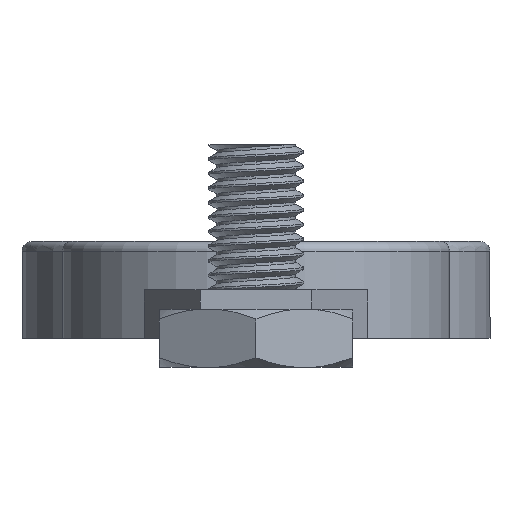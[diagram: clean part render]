
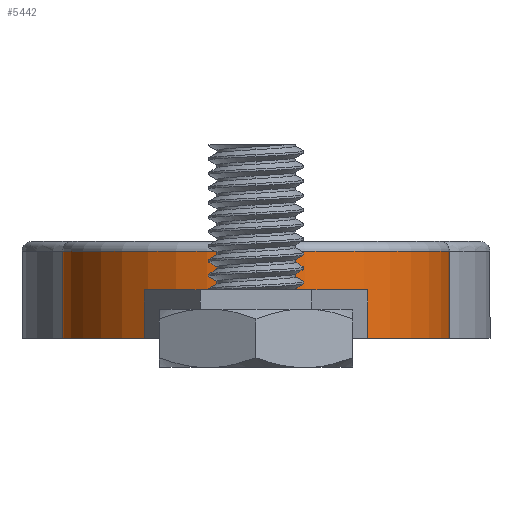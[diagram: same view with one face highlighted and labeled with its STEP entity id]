
A CAD part, left-side view. The second image highlights one B-rep face of the part: STEP entity #5442.
In plain terms, the highlighted cylindrical face has radius 20 mm (diameter 40 mm), a partial arc.
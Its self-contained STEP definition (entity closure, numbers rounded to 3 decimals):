
#597=FACE_OUTER_BOUND('',#913,.T.);
#913=EDGE_LOOP('',(#5043,#5044,#5045,#5046));
#969=CIRCLE('',#5689,20.);
#974=CIRCLE('',#5701,20.);
#1684=LINE('',#13515,#2144);
#1685=LINE('',#13519,#2145);
#2144=VECTOR('',#6609,10.);
#2145=VECTOR('',#6614,10.);
#2680=VERTEX_POINT('',#13475);
#2681=VERTEX_POINT('',#13479);
#2686=VERTEX_POINT('',#13514);
#2687=VERTEX_POINT('',#13518);
#3466=EDGE_CURVE('',#2680,#2681,#969,.T.);
#3476=EDGE_CURVE('',#2681,#2686,#1684,.T.);
#3478=EDGE_CURVE('',#2687,#2680,#1685,.T.);
#3479=EDGE_CURVE('',#2687,#2686,#974,.T.);
#5043=ORIENTED_EDGE('',*,*,#3466,.F.);
#5044=ORIENTED_EDGE('',*,*,#3478,.F.);
#5045=ORIENTED_EDGE('',*,*,#3479,.T.);
#5046=ORIENTED_EDGE('',*,*,#3476,.F.);
#5157=CYLINDRICAL_SURFACE('',#5700,20.);
#5442=ADVANCED_FACE('',(#597),#5157,.T.);
#5689=AXIS2_PLACEMENT_3D('',#13481,#6584,#6585);
#5700=AXIS2_PLACEMENT_3D('',#13517,#6612,#6613);
#5701=AXIS2_PLACEMENT_3D('',#13520,#6615,#6616);
#6584=DIRECTION('center_axis',(0.,0.,1.));
#6585=DIRECTION('ref_axis',(-1.,0.,0.));
#6609=DIRECTION('',(0.,0.,-1.));
#6612=DIRECTION('center_axis',(0.,0.,1.));
#6613=DIRECTION('ref_axis',(-1.,0.,0.));
#6614=DIRECTION('',(0.,0.,1.));
#6615=DIRECTION('center_axis',(0.,0.,1.));
#6616=DIRECTION('ref_axis',(0.893,0.45,0.));
#13475=CARTESIAN_POINT('',(95.478,12.667,9.));
#13479=CARTESIAN_POINT('',(95.478,-12.667,9.));
#13481=CARTESIAN_POINT('Origin',(80.,0.,9.));
#13514=CARTESIAN_POINT('',(95.478,-12.667,0.));
#13515=CARTESIAN_POINT('',(95.478,-12.667,0.));
#13517=CARTESIAN_POINT('Origin',(80.,0.,0.));
#13518=CARTESIAN_POINT('',(95.478,12.667,0.));
#13519=CARTESIAN_POINT('',(95.478,12.667,0.));
#13520=CARTESIAN_POINT('Origin',(80.,0.,0.));
